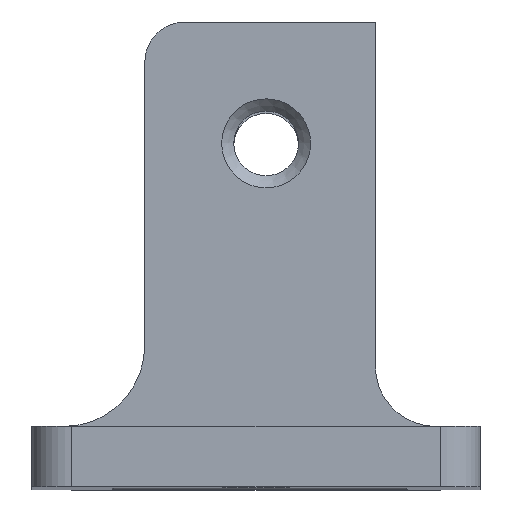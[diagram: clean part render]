
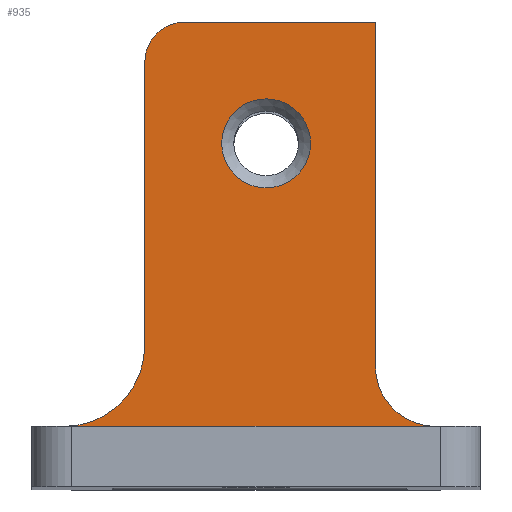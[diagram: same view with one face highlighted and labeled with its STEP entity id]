
A CAD part, top view. The second image highlights one B-rep face of the part: STEP entity #935.
In plain terms, the highlighted planar face has unit normal (0, 0, 1).
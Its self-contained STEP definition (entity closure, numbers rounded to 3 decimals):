
#119=CARTESIAN_POINT('',(259.65,-57.,88.225));
#120=VERTEX_POINT('',#119);
#121=CARTESIAN_POINT('',(259.65,-74.,88.225));
#122=VERTEX_POINT('',#121);
#123=CARTESIAN_POINT('',(259.65,-57.,88.225));
#124=DIRECTION('',(0.,-1.,0.));
#125=VECTOR('',#124,17.);
#126=LINE('',#123,#125);
#127=EDGE_CURVE('',#120,#122,#126,.T.);
#184=CARTESIAN_POINT('',(250.25,-57.,88.225));
#185=VERTEX_POINT('',#184);
#192=CARTESIAN_POINT('',(259.65,-57.,88.225));
#193=DIRECTION('',(-1.,-0.,0.));
#194=VECTOR('',#193,9.4);
#195=LINE('',#192,#194);
#196=EDGE_CURVE('',#120,#185,#195,.T.);
#507=CARTESIAN_POINT('',(262.65,-77.,88.225));
#508=VERTEX_POINT('',#507);
#509=CARTESIAN_POINT('',(244.25,-77.,88.225));
#510=VERTEX_POINT('',#509);
#511=CARTESIAN_POINT('',(262.65,-77.,88.225));
#512=DIRECTION('',(-1.,0.,0.));
#513=VECTOR('',#512,18.4);
#514=LINE('',#511,#513);
#515=EDGE_CURVE('',#508,#510,#514,.T.);
#867=CARTESIAN_POINT('',(248.25,-73.,88.225));
#868=VERTEX_POINT('',#867);
#875=CARTESIAN_POINT('',(248.25,-59.,88.225));
#876=VERTEX_POINT('',#875);
#877=CARTESIAN_POINT('',(248.25,-59.,88.225));
#878=DIRECTION('',(0.,-1.,0.));
#879=VECTOR('',#878,14.);
#880=LINE('',#877,#879);
#881=EDGE_CURVE('',#876,#868,#880,.T.);
#892=CARTESIAN_POINT('',(255.45,-57.,88.225));
#893=DIRECTION('',(0.,0.,1.));
#894=DIRECTION('',(1.,0.,0.));
#895=AXIS2_PLACEMENT_3D('',#892,#893,#894);
#896=PLANE('',#895);
#897=CARTESIAN_POINT('',(256.45,-63.,88.225));
#898=VERTEX_POINT('',#897);
#899=CARTESIAN_POINT('',(254.25,-63.,88.225));
#900=DIRECTION('',(-0.,-0.,-1.));
#901=DIRECTION('',(1.,0.,-0.));
#902=AXIS2_PLACEMENT_3D('',#899,#900,#901);
#903=CIRCLE('',#902,2.2);
#904=EDGE_CURVE('',#898,#898,#903,.T.);
#905=ORIENTED_EDGE('',*,*,#904,.T.);
#906=EDGE_LOOP('',(#905));
#907=FACE_BOUND('',#906,.T.);
#908=ORIENTED_EDGE('',*,*,#127,.F.);
#909=ORIENTED_EDGE('',*,*,#196,.T.);
#910=CARTESIAN_POINT('',(250.25,-59.,88.225));
#911=DIRECTION('',(0.,0.,1.));
#912=DIRECTION('',(1.,0.,-0.));
#913=AXIS2_PLACEMENT_3D('',#910,#911,#912);
#914=CIRCLE('',#913,2.);
#915=EDGE_CURVE('',#185,#876,#914,.T.);
#916=ORIENTED_EDGE('',*,*,#915,.T.);
#917=ORIENTED_EDGE('',*,*,#881,.T.);
#918=CARTESIAN_POINT('',(244.25,-73.,88.225));
#919=DIRECTION('',(-0.,-0.,-1.));
#920=DIRECTION('',(1.,0.,-0.));
#921=AXIS2_PLACEMENT_3D('',#918,#919,#920);
#922=CIRCLE('',#921,4.);
#923=EDGE_CURVE('',#868,#510,#922,.T.);
#924=ORIENTED_EDGE('',*,*,#923,.T.);
#925=ORIENTED_EDGE('',*,*,#515,.F.);
#926=CARTESIAN_POINT('',(262.65,-74.,88.225));
#927=DIRECTION('',(-0.,-0.,-1.));
#928=DIRECTION('',(1.,0.,-0.));
#929=AXIS2_PLACEMENT_3D('',#926,#927,#928);
#930=CIRCLE('',#929,3.);
#931=EDGE_CURVE('',#508,#122,#930,.T.);
#932=ORIENTED_EDGE('',*,*,#931,.T.);
#933=EDGE_LOOP('',(#908,#909,#916,#917,#924,#925,#932));
#934=FACE_BOUND('',#933,.T.);
#935=ADVANCED_FACE('',(#907,#934),#896,.T.);
